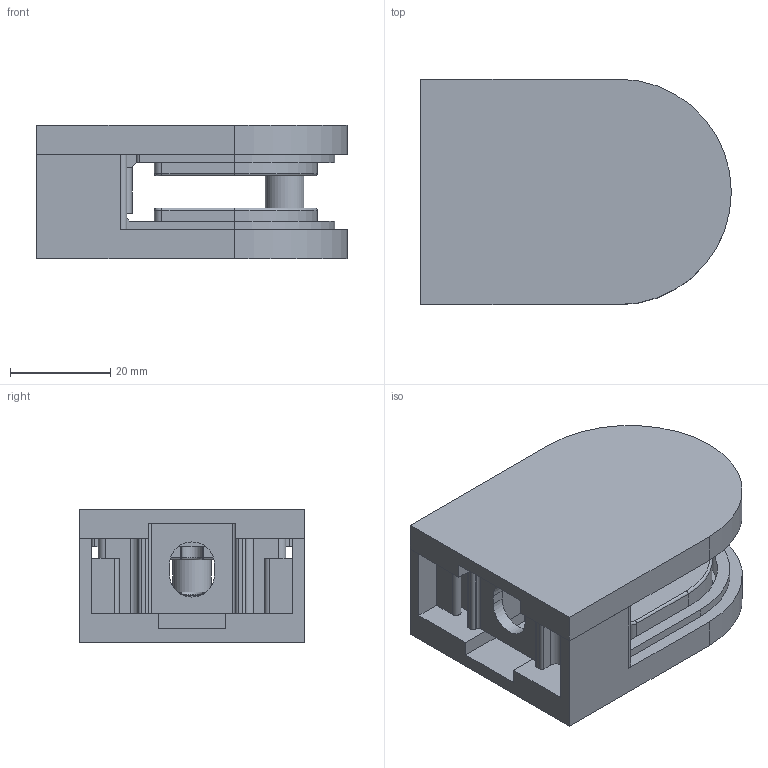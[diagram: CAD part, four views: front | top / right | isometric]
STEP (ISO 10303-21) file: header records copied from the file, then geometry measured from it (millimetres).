
FILE_DESCRIPTION(('STEP AP214'), '1');
FILE_NAME('àðò. KRT413', '2014-10-10T12:08:26', ('Áàòóðà Àíäðåé Ïàâëîâè÷'), ('Ëåñòíè÷íûé öåíòåð'), 'ASCON STEP Converter 1.3', 'ASCON Math Kernel', '');
FILE_SCHEMA(('AUTOMOTIVE_DESIGN { 1 0 10303 214 3 1 1}'));
Length unit declared in the file: millimetre
Products named in the file (7): àðò. KRT410
Assembly tree (7 placements, depth 2):
  àðò. KRT410
    (unnamed)
    (unnamed)
    (unnamed)  x2
    (unnamed)
    (unnamed)
    (unnamed)
Bounding box: 62 x 45 x 26.6 mm (x, y, z)
Volume: 42703.5 mm3; surface area: 25953.1 mm2
Topology: 7 solids, 7 shells, 265 faces, 660 edges, 413 vertices
Faces by surface type: plane 132, cylinder 97, torus 20, cone 8, bspline 8
Full cylindrical faces by diameter (mm): 5 x4, 6 x2, 7.7 x3, 10.5 x2, 11.34 x2, 11.5 x2, 11.7 x2
Entity records: 9861 total; most frequent: CARTESIAN_POINT 2056, DIRECTION 1185, ORIENTED_EDGE 1086, EDGE_CURVE 543, AXIS2_PLACEMENT_3D 420, VERTEX_POINT 361, LINE 345, VECTOR 345
